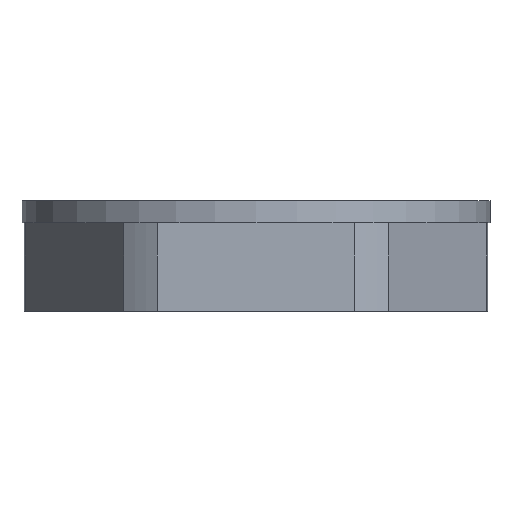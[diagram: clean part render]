
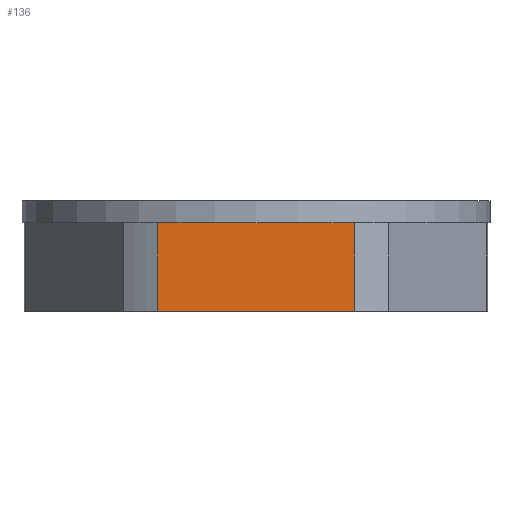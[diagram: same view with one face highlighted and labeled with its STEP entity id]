
A CAD part, front view. The second image highlights one B-rep face of the part: STEP entity #136.
In plain terms, the highlighted planar face has unit normal (0, -1, 0).
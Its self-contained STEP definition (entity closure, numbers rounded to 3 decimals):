
#7 = AXIS2_PLACEMENT_3D ( 'NONE', #693, #694, #702 ) ;
#51 = VECTOR ( 'NONE', #2265, 1000. ) ;
#106 = VECTOR ( 'NONE', #2330, 1000. ) ;
#114 = VECTOR ( 'NONE', #1229, 1000. ) ;
#117 = VECTOR ( 'NONE', #1168, 1000. ) ;
#136 = ADVANCED_FACE ( 'NONE', ( #665 ), #683, .F. ) ;
#205 = EDGE_CURVE ( 'NONE', #887, #888, #2306, .T. ) ;
#216 = EDGE_CURVE ( 'NONE', #871, #887, #2362, .T. ) ;
#243 = EDGE_CURVE ( 'NONE', #907, #888, #1210, .T. ) ;
#247 = EDGE_CURVE ( 'NONE', #907, #871, #1231, .T. ) ;
#270 = EDGE_LOOP ( 'NONE', ( #912, #1008, #918, #1016 ) ) ;
#665 = FACE_OUTER_BOUND ( 'NONE', #270, .T. ) ;
#683 = PLANE ( 'NONE',  #7 ) ;
#693 = CARTESIAN_POINT ( 'NONE',  ( -5.485, -9.5, 5. ) ) ;
#694 = DIRECTION ( 'NONE',  ( 0., 1., 0. ) ) ;
#702 = DIRECTION ( 'NONE',  ( 0., 0., 1. ) ) ;
#871 = VERTEX_POINT ( 'NONE', #1242 ) ;
#887 = VERTEX_POINT ( 'NONE', #1245 ) ;
#888 = VERTEX_POINT ( 'NONE', #1256 ) ;
#907 = VERTEX_POINT ( 'NONE', #1298 ) ;
#912 = ORIENTED_EDGE ( 'NONE', *, *, #216, .F. ) ;
#918 = ORIENTED_EDGE ( 'NONE', *, *, #243, .T. ) ;
#1008 = ORIENTED_EDGE ( 'NONE', *, *, #247, .F. ) ;
#1016 = ORIENTED_EDGE ( 'NONE', *, *, #205, .F. ) ;
#1167 = CARTESIAN_POINT ( 'NONE',  ( 0., -9.5, 4. ) ) ;
#1168 = DIRECTION ( 'NONE',  ( -1., 0., 0. ) ) ;
#1210 = LINE ( 'NONE', #1167, #117 ) ;
#1229 = DIRECTION ( 'NONE',  ( 0., 0., -1. ) ) ;
#1231 = LINE ( 'NONE', #1248, #114 ) ;
#1242 = CARTESIAN_POINT ( 'NONE',  ( 4.472, -9.5, 0. ) ) ;
#1245 = CARTESIAN_POINT ( 'NONE',  ( -4.472, -9.5, 0. ) ) ;
#1248 = CARTESIAN_POINT ( 'NONE',  ( 4.472, -9.5, 5. ) ) ;
#1256 = CARTESIAN_POINT ( 'NONE',  ( -4.472, -9.5, 4. ) ) ;
#1298 = CARTESIAN_POINT ( 'NONE',  ( 4.472, -9.5, 4. ) ) ;
#2265 = DIRECTION ( 'NONE',  ( 0., 0., 1. ) ) ;
#2289 = CARTESIAN_POINT ( 'NONE',  ( -4.472, -9.5, 5. ) ) ;
#2306 = LINE ( 'NONE', #2289, #51 ) ;
#2330 = DIRECTION ( 'NONE',  ( -1., 0., 0. ) ) ;
#2353 = CARTESIAN_POINT ( 'NONE',  ( -5.485, -9.5, 0. ) ) ;
#2362 = LINE ( 'NONE', #2353, #106 ) ;
